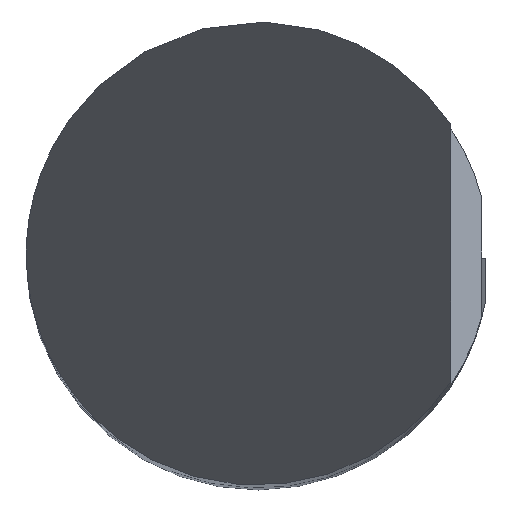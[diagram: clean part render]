
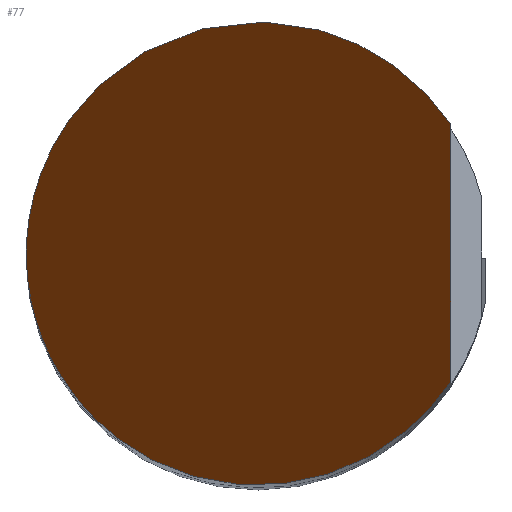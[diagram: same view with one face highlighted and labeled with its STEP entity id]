
A CAD part, top view. The second image highlights one B-rep face of the part: STEP entity #77.
In plain terms, the highlighted planar face has unit normal (-0.866, 0, 0.5).
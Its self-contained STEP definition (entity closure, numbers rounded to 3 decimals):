
#59=PLANE('',#395);
#77=ADVANCED_FACE('',(#100),#59,.F.);
#100=FACE_OUTER_BOUND('',#119,.T.);
#119=EDGE_LOOP('',(#214,#215));
#130=ELLIPSE('',#394,6.,3.);
#214=ORIENTED_EDGE('',*,*,#291,.T.);
#215=ORIENTED_EDGE('',*,*,#292,.T.);
#250=VERTEX_POINT('',#730);
#251=VERTEX_POINT('',#731);
#291=EDGE_CURVE('',#250,#251,#319,.T.);
#292=EDGE_CURVE('',#251,#250,#130,.T.);
#319=LINE('',#729,#345);
#345=VECTOR('',#478,1.);
#394=AXIS2_PLACEMENT_3D('',#732,#479,#480);
#395=AXIS2_PLACEMENT_3D('',#733,#481,#482);
#478=DIRECTION('',(0.,1.,0.));
#479=DIRECTION('',(-0.866,0.,0.5));
#480=DIRECTION('',(0.5,0.,0.866));
#481=DIRECTION('',(0.866,0.,-0.5));
#482=DIRECTION('',(-0.5,0.,-0.866));
#729=CARTESIAN_POINT('',(2.5,-1.658,24.));
#730=CARTESIAN_POINT('',(2.5,-1.658,24.));
#731=CARTESIAN_POINT('',(2.5,1.658,24.));
#732=CARTESIAN_POINT('',(0.,0.,19.67));
#733=CARTESIAN_POINT('',(2.5,-3.6,24.));
